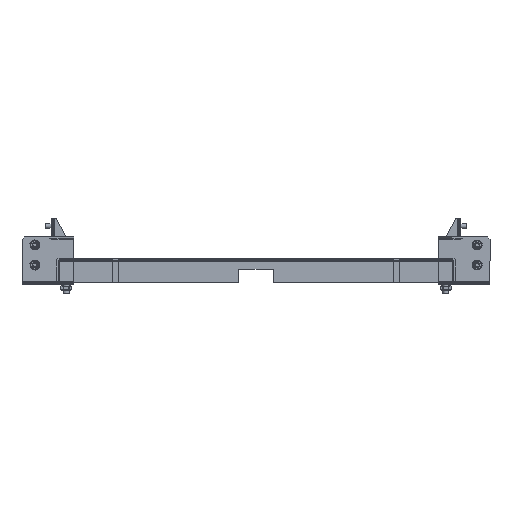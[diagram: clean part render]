
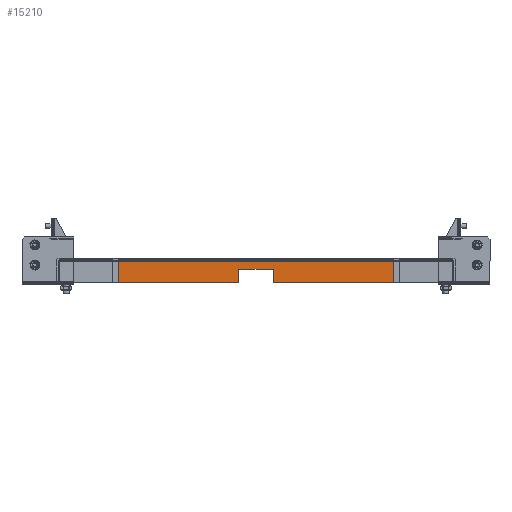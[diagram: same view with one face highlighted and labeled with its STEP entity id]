
A CAD part, front view. The second image highlights one B-rep face of the part: STEP entity #15210.
In plain terms, the highlighted planar face has unit normal (0, -1, 0).
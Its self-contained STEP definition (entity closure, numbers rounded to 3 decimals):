
#336 = EDGE_CURVE ( 'NONE', #861, #25877, #25012, .T. ) ;
#357 = ORIENTED_EDGE ( 'NONE', *, *, #19704, .T. ) ;
#667 = DIRECTION ( 'NONE',  ( -1., 0., 0. ) ) ;
#775 = DIRECTION ( 'NONE',  ( 0., 0., 1. ) ) ;
#861 = VERTEX_POINT ( 'NONE', #24363 ) ;
#928 = VECTOR ( 'NONE', #14521, 1000. ) ;
#952 = DIRECTION ( 'NONE',  ( 1., 0., 0. ) ) ;
#1183 = LINE ( 'NONE', #25712, #3523 ) ;
#1336 = CARTESIAN_POINT ( 'NONE',  ( -21.5, -960.5, -30. ) ) ;
#1768 = DIRECTION ( 'NONE',  ( 1., 0., 0. ) ) ;
#1807 = VERTEX_POINT ( 'NONE', #20421 ) ;
#1853 = CARTESIAN_POINT ( 'NONE',  ( 171.5, -960.5, -30. ) ) ;
#2376 = FACE_OUTER_BOUND ( 'NONE', #22948, .T. ) ;
#2825 = CARTESIAN_POINT ( 'NONE',  ( -171.5, -960.5, -30. ) ) ;
#2841 = VERTEX_POINT ( 'NONE', #19666 ) ;
#2961 = VECTOR ( 'NONE', #952, 1000. ) ;
#3108 = ORIENTED_EDGE ( 'NONE', *, *, #336, .T. ) ;
#3523 = VECTOR ( 'NONE', #667, 1000. ) ;
#4045 = CARTESIAN_POINT ( 'NONE',  ( 0., -960.5, 0. ) ) ;
#5627 = LINE ( 'NONE', #25279, #22057 ) ;
#5933 = LINE ( 'NONE', #21986, #2961 ) ;
#5938 = ORIENTED_EDGE ( 'NONE', *, *, #22905, .T. ) ;
#6137 = LINE ( 'NONE', #17701, #22234 ) ;
#6360 = CARTESIAN_POINT ( 'NONE',  ( -21.5, -960.5, -13.5 ) ) ;
#6955 = ORIENTED_EDGE ( 'NONE', *, *, #16355, .T. ) ;
#8280 = VERTEX_POINT ( 'NONE', #2825 ) ;
#8646 = CARTESIAN_POINT ( 'NONE',  ( 171.5, -960.5, -30. ) ) ;
#9061 = CARTESIAN_POINT ( 'NONE',  ( 21.5, -960.5, 0. ) ) ;
#9193 = CARTESIAN_POINT ( 'NONE',  ( 21.5, -960.5, -30. ) ) ;
#9474 = LINE ( 'NONE', #14346, #928 ) ;
#10238 = VECTOR ( 'NONE', #1768, 1000. ) ;
#10604 = ORIENTED_EDGE ( 'NONE', *, *, #12105, .F. ) ;
#11086 = DIRECTION ( 'NONE',  ( 0., 0., -1. ) ) ;
#12036 = EDGE_CURVE ( 'NONE', #1807, #2841, #1183, .T. ) ;
#12105 = EDGE_CURVE ( 'NONE', #8280, #2841, #6137, .T. ) ;
#12305 = PLANE ( 'NONE',  #26406 ) ;
#12580 = CARTESIAN_POINT ( 'NONE',  ( 0., -960.5, -13.5 ) ) ;
#13106 = VECTOR ( 'NONE', #11086, 1000. ) ;
#14346 = CARTESIAN_POINT ( 'NONE',  ( 0., -960.5, -30. ) ) ;
#14521 = DIRECTION ( 'NONE',  ( 1., 0., 0. ) ) ;
#14543 = EDGE_CURVE ( 'NONE', #25877, #15144, #9474, .T. ) ;
#14567 = DIRECTION ( 'NONE',  ( 0., 0., 1. ) ) ;
#14908 = DIRECTION ( 'NONE',  ( 0., 0., 1. ) ) ;
#15144 = VERTEX_POINT ( 'NONE', #1853 ) ;
#15210 = ADVANCED_FACE ( 'NONE', ( #2376 ), #12305, .F. ) ;
#15841 = LINE ( 'NONE', #12580, #10238 ) ;
#16355 = EDGE_CURVE ( 'NONE', #8280, #19493, #5933, .T. ) ;
#16604 = VERTEX_POINT ( 'NONE', #6360 ) ;
#16818 = ORIENTED_EDGE ( 'NONE', *, *, #23695, .T. ) ;
#17405 = DIRECTION ( 'NONE',  ( -1., 0., 0. ) ) ;
#17701 = CARTESIAN_POINT ( 'NONE',  ( -171.5, -960.5, -30. ) ) ;
#19435 = DIRECTION ( 'NONE',  ( 0., 1., 0. ) ) ;
#19493 = VERTEX_POINT ( 'NONE', #1336 ) ;
#19666 = CARTESIAN_POINT ( 'NONE',  ( -171.5, -960.5, -1.414 ) ) ;
#19704 = EDGE_CURVE ( 'NONE', #15144, #1807, #19916, .T. ) ;
#19916 = LINE ( 'NONE', #8646, #25546 ) ;
#20421 = CARTESIAN_POINT ( 'NONE',  ( 171.5, -960.5, -1.414 ) ) ;
#21986 = CARTESIAN_POINT ( 'NONE',  ( 0., -960.5, -30. ) ) ;
#22057 = VECTOR ( 'NONE', #14567, 1000. ) ;
#22234 = VECTOR ( 'NONE', #775, 1000. ) ;
#22905 = EDGE_CURVE ( 'NONE', #16604, #861, #15841, .T. ) ;
#22948 = EDGE_LOOP ( 'NONE', ( #357, #23438, #10604, #6955, #16818, #5938, #3108, #25180 ) ) ;
#23438 = ORIENTED_EDGE ( 'NONE', *, *, #12036, .T. ) ;
#23695 = EDGE_CURVE ( 'NONE', #19493, #16604, #5627, .T. ) ;
#24363 = CARTESIAN_POINT ( 'NONE',  ( 21.5, -960.5, -13.5 ) ) ;
#25012 = LINE ( 'NONE', #9061, #13106 ) ;
#25180 = ORIENTED_EDGE ( 'NONE', *, *, #14543, .T. ) ;
#25279 = CARTESIAN_POINT ( 'NONE',  ( -21.5, -960.5, 0. ) ) ;
#25546 = VECTOR ( 'NONE', #14908, 1000. ) ;
#25712 = CARTESIAN_POINT ( 'NONE',  ( 248.743, -960.5, -1.414 ) ) ;
#25877 = VERTEX_POINT ( 'NONE', #9193 ) ;
#26406 = AXIS2_PLACEMENT_3D ( 'NONE', #4045, #19435, #17405 ) ;
